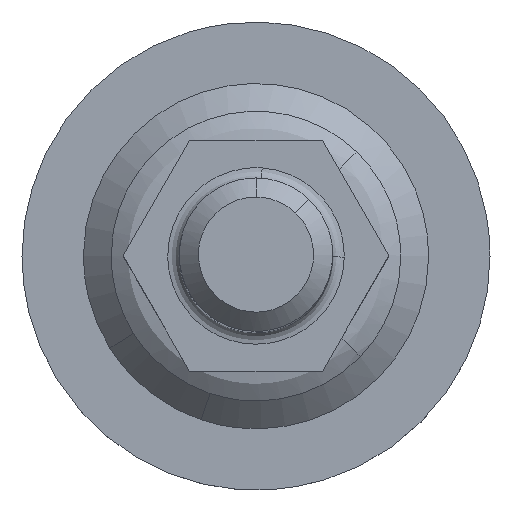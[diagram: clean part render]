
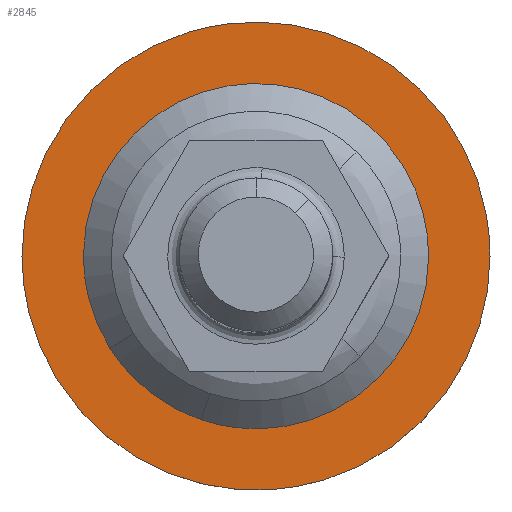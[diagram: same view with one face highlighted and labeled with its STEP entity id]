
A CAD part, top view. The second image highlights one B-rep face of the part: STEP entity #2845.
In plain terms, the highlighted free-form (B-spline) face has degree [1, 1] with [2, 2] control points.
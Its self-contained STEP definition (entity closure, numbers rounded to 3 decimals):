
#1649=CARTESIAN_POINT('',(-7.139,-21.337,4.));
#1650=VERTEX_POINT('',#1649);
#1656=CARTESIAN_POINT('',(22.5,0.0,4.0));
#1657=VERTEX_POINT('',#1656);
#1658=CARTESIAN_POINT('',(22.5,0.0,4.0));
#1659=CARTESIAN_POINT('',(22.5,-22.5,4.));
#1660=CARTESIAN_POINT('',(0.0,-22.5,4.0));
#1661=CARTESIAN_POINT('',(-3.664,-22.5,4.));
#1662=CARTESIAN_POINT('',(-7.139,-21.337,4.));
#1670=(BOUNDED_CURVE()B_SPLINE_CURVE(2,(#1658,#1659,#1660,#1661,#1662),.UNSPECIFIED.,.F.,.U.)B_SPLINE_CURVE_WITH_KNOTS((3,2,3),(0.5,0.75,0.804),.UNSPECIFIED.)CURVE()GEOMETRIC_REPRESENTATION_ITEM()RATIONAL_B_SPLINE_CURVE((1.0,0.707,1.0,0.937,0.901))REPRESENTATION_ITEM(''));
#1671=EDGE_CURVE('',#1657,#1650,#1670,.T.);
#1673=CARTESIAN_POINT('',(-22.5,0.0,4.0));
#1674=VERTEX_POINT('',#1673);
#1675=CARTESIAN_POINT('',(-22.5,0.0,4.0));
#1676=CARTESIAN_POINT('',(-22.5,22.5,4.));
#1677=CARTESIAN_POINT('',(0.0,22.5,4.0));
#1678=CARTESIAN_POINT('',(22.5,22.5,4.));
#1679=CARTESIAN_POINT('',(22.5,0.0,4.0));
#1687=(BOUNDED_CURVE()B_SPLINE_CURVE(2,(#1675,#1676,#1677,#1678,#1679),.UNSPECIFIED.,.F.,.U.)B_SPLINE_CURVE_WITH_KNOTS((3,2,3),(0.0,0.25,0.5),.UNSPECIFIED.)CURVE()GEOMETRIC_REPRESENTATION_ITEM()RATIONAL_B_SPLINE_CURVE((1.0,0.707,1.0,0.707,1.0))REPRESENTATION_ITEM(''));
#1688=EDGE_CURVE('',#1674,#1657,#1687,.T.);
#1690=CARTESIAN_POINT('',(-19.041,-11.987,4.));
#1691=VERTEX_POINT('',#1690);
#1692=CARTESIAN_POINT('',(-19.041,-11.987,4.));
#1693=CARTESIAN_POINT('',(-22.5,-6.492,4.0));
#1694=CARTESIAN_POINT('',(-22.5,0.0,4.0));
#1702=(BOUNDED_CURVE()B_SPLINE_CURVE(2,(#1692,#1693,#1694),.UNSPECIFIED.,.F.,.U.)B_SPLINE_CURVE_WITH_KNOTS((3,3),(0.909,1.0),.UNSPECIFIED.)CURVE()GEOMETRIC_REPRESENTATION_ITEM()RATIONAL_B_SPLINE_CURVE((0.864,0.893,1.0))REPRESENTATION_ITEM(''));
#1703=EDGE_CURVE('',#1691,#1674,#1702,.T.);
#1741=CARTESIAN_POINT('',(-7.139,-21.337,4.));
#1742=CARTESIAN_POINT('',(-14.76,-18.787,4.0));
#1743=CARTESIAN_POINT('',(-19.041,-11.987,4.));
#1751=(BOUNDED_CURVE()B_SPLINE_CURVE(2,(#1741,#1742,#1743),.UNSPECIFIED.,.F.,.U.)B_SPLINE_CURVE_WITH_KNOTS((3,3),(0.804,0.909),.UNSPECIFIED.)CURVE()GEOMETRIC_REPRESENTATION_ITEM()RATIONAL_B_SPLINE_CURVE((0.901,0.831,0.864))REPRESENTATION_ITEM(''));
#1752=EDGE_CURVE('',#1650,#1691,#1751,.T.);
#2208=CARTESIAN_POINT('',(-3.6,30.287,4.));
#2209=VERTEX_POINT('',#2208);
#2210=CARTESIAN_POINT('',(30.5,0.0,4.0));
#2211=VERTEX_POINT('',#2210);
#2212=CARTESIAN_POINT('',(-3.6,30.287,4.));
#2213=CARTESIAN_POINT('',(-1.806,30.5,4.));
#2214=CARTESIAN_POINT('',(0.0,30.5,4.0));
#2215=CARTESIAN_POINT('',(30.5,30.5,4.0));
#2216=CARTESIAN_POINT('',(30.5,0.0,4.0));
#2224=(BOUNDED_CURVE()B_SPLINE_CURVE(2,(#2212,#2213,#2214,#2215,#2216),.UNSPECIFIED.,.F.,.U.)B_SPLINE_CURVE_WITH_KNOTS((3,2,3),(0.23,0.25,0.5),.UNSPECIFIED.)CURVE()GEOMETRIC_REPRESENTATION_ITEM()RATIONAL_B_SPLINE_CURVE((0.956,0.976,1.0,0.707,1.0))REPRESENTATION_ITEM(''));
#2225=EDGE_CURVE('',#2209,#2211,#2224,.T.);
#2227=CARTESIAN_POINT('',(1.862,-30.443,4.));
#2228=VERTEX_POINT('',#2227);
#2229=CARTESIAN_POINT('',(30.5,0.0,4.0));
#2230=CARTESIAN_POINT('',(30.5,-28.692,4.));
#2231=CARTESIAN_POINT('',(1.862,-30.443,4.));
#2239=(BOUNDED_CURVE()B_SPLINE_CURVE(2,(#2229,#2230,#2231),.UNSPECIFIED.,.F.,.U.)B_SPLINE_CURVE_WITH_KNOTS((3,3),(0.5,0.739),.UNSPECIFIED.)CURVE()GEOMETRIC_REPRESENTATION_ITEM()RATIONAL_B_SPLINE_CURVE((1.0,0.72,0.976))REPRESENTATION_ITEM(''));
#2240=EDGE_CURVE('',#2211,#2228,#2239,.T.);
#2307=CARTESIAN_POINT('',(-30.5,0.0,4.0));
#2308=VERTEX_POINT('',#2307);
#2309=CARTESIAN_POINT('',(-30.5,0.0,4.0));
#2310=CARTESIAN_POINT('',(-30.5,27.089,4.0));
#2311=CARTESIAN_POINT('',(-3.6,30.287,4.));
#2319=(BOUNDED_CURVE()B_SPLINE_CURVE(2,(#2309,#2310,#2311),.UNSPECIFIED.,.F.,.U.)B_SPLINE_CURVE_WITH_KNOTS((3,3),(0.0,0.23),.UNSPECIFIED.)CURVE()GEOMETRIC_REPRESENTATION_ITEM()RATIONAL_B_SPLINE_CURVE((1.0,0.731,0.956))REPRESENTATION_ITEM(''));
#2320=EDGE_CURVE('',#2308,#2209,#2319,.T.);
#2354=CARTESIAN_POINT('',(1.862,-30.443,4.));
#2355=CARTESIAN_POINT('',(0.932,-30.5,4.));
#2356=CARTESIAN_POINT('',(0.0,-30.5,4.0));
#2357=CARTESIAN_POINT('',(-30.5,-30.5,4.0));
#2358=CARTESIAN_POINT('',(-30.5,0.0,4.0));
#2366=(BOUNDED_CURVE()B_SPLINE_CURVE(2,(#2354,#2355,#2356,#2357,#2358),.UNSPECIFIED.,.F.,.U.)B_SPLINE_CURVE_WITH_KNOTS((3,2,3),(0.739,0.75,1.0),.UNSPECIFIED.)CURVE()GEOMETRIC_REPRESENTATION_ITEM()RATIONAL_B_SPLINE_CURVE((0.976,0.988,1.0,0.707,1.0))REPRESENTATION_ITEM(''));
#2367=EDGE_CURVE('',#2228,#2308,#2366,.T.);
#2828=CARTESIAN_POINT('',(33.547,-33.546,4.0));
#2829=CARTESIAN_POINT('',(-33.547,-33.546,4.0));
#2830=CARTESIAN_POINT('',(33.547,33.546,4.0));
#2831=CARTESIAN_POINT('',(-33.547,33.546,4.0));
#2832=B_SPLINE_SURFACE_WITH_KNOTS('',1,1,((#2828,#2830),(#2829,#2831)),.UNSPECIFIED.,.F.,.F.,.U.,(2,2),(2,2),(0.0,67.094),(0.0,67.093),.UNSPECIFIED.);
#2833=ORIENTED_EDGE('',*,*,#2367,.F.);
#2834=ORIENTED_EDGE('',*,*,#2240,.F.);
#2835=ORIENTED_EDGE('',*,*,#2225,.F.);
#2836=ORIENTED_EDGE('',*,*,#2320,.F.);
#2837=EDGE_LOOP('',(#2833,#2834,#2835,#2836));
#2838=FACE_OUTER_BOUND('',#2837,.T.);
#2839=ORIENTED_EDGE('',*,*,#1688,.T.);
#2840=ORIENTED_EDGE('',*,*,#1671,.T.);
#2841=ORIENTED_EDGE('',*,*,#1752,.T.);
#2842=ORIENTED_EDGE('',*,*,#1703,.T.);
#2843=EDGE_LOOP('',(#2839,#2840,#2841,#2842));
#2844=FACE_BOUND('',#2843,.T.);
#2845=ADVANCED_FACE('',(#2838,#2844),#2832,.F.);
